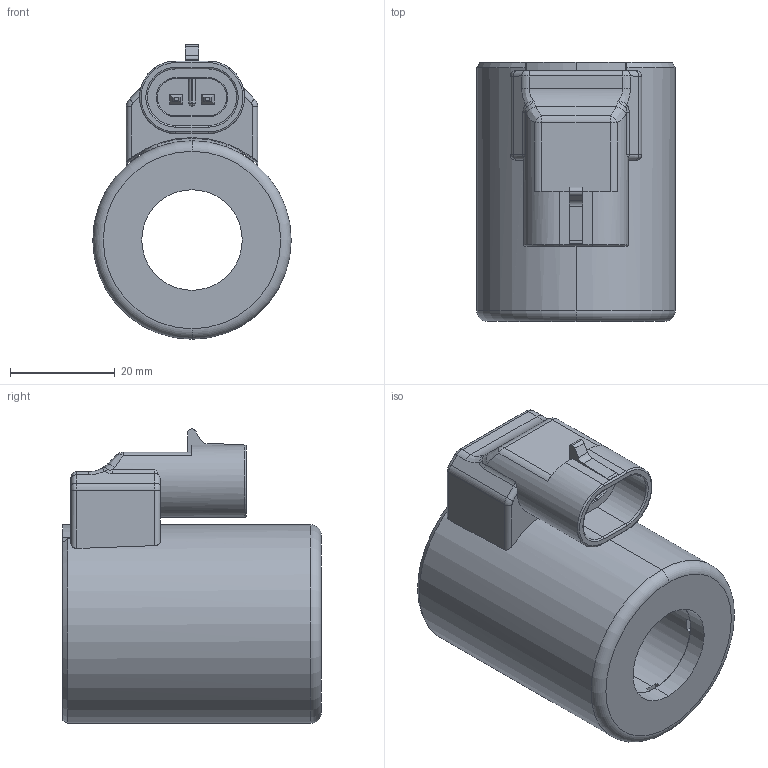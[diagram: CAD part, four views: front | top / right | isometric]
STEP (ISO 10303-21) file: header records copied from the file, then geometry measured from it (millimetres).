
FILE_DESCRIPTION (( 'STEP AP203' ), '1' );
FILE_NAME ('EC19A220M.STEP', '2021-05-07T01:28:46', ( '' ), ( '' ), 'SwSTEP 2.0', 'SolidWorks 2018', '' );
FILE_SCHEMA (( 'CONFIG_CONTROL_DESIGN' ));
Length unit declared in the file: millimetre
Products named in the file (4): EC19A220M; 6GX37A49001_目錄用; S4線圈二次射出(METRIPACK插座型)-A版_目錄用; 6GX34A03001_組合用
Assembly tree (3 placements, depth 2):
  EC19A220M
    S4線圈二次射出(METRIPACK插座型)-A版_目錄用
    6GX34A03001_組合用
    6GX37A49001_目錄用
Bounding box: 37.8 x 49.3 x 56.1 mm (x, y, z)
Volume: 47185.7 mm3; surface area: 25461.5 mm2
Topology: 3 solids, 3 shells, 216 faces, 552 edges, 344 vertices
Faces by surface type: plane 107, cylinder 69, torus 22, bspline 10, cone 6, sphere 2
Entity records: 7314 total; most frequent: CARTESIAN_POINT 1700, ORIENTED_EDGE 1100, DIRECTION 1096, EDGE_CURVE 550, AXIS2_PLACEMENT_3D 394, VERTEX_POINT 344, LINE 308, VECTOR 308
